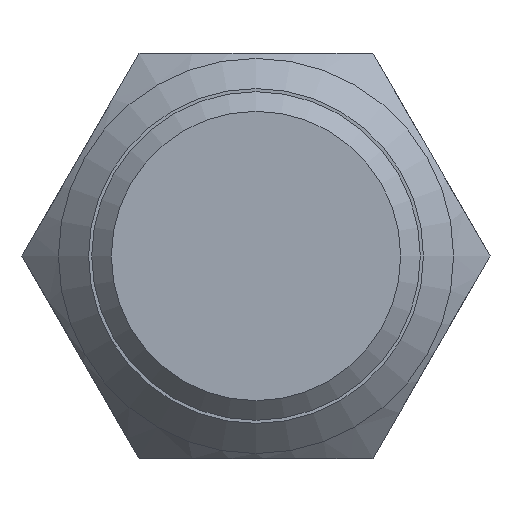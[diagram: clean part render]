
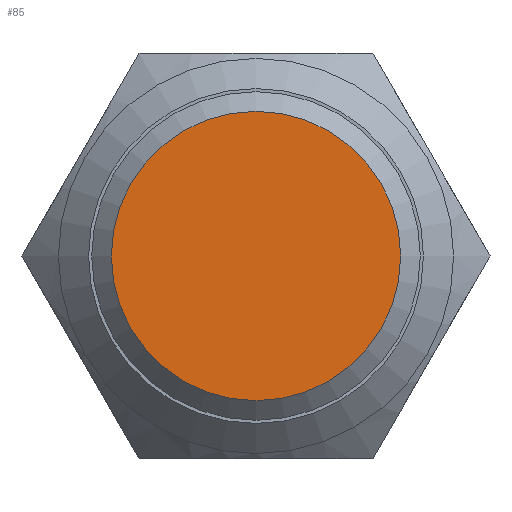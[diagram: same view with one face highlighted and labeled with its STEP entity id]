
A CAD part, front view. The second image highlights one B-rep face of the part: STEP entity #85.
In plain terms, the highlighted planar face has unit normal (0, -1, 0).
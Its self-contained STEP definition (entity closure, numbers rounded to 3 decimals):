
#85 = ADVANCED_FACE( '', ( #184 ), #185, .F. );
#184 = FACE_OUTER_BOUND( '', #283, .T. );
#185 = PLANE( '', #284 );
#283 = EDGE_LOOP( '', ( #426 ) );
#284 = AXIS2_PLACEMENT_3D( '', #427, #428, #429 );
#426 = ORIENTED_EDGE( '', *, *, #493, .T. );
#427 = CARTESIAN_POINT( '', ( 4.283, -4.8, 0. ) );
#428 = DIRECTION( '', ( 0., 1., 0. ) );
#429 = DIRECTION( '', ( -1., 0., 0. ) );
#493 = EDGE_CURVE( '', #563, #563, #564, .T. );
#563 = VERTEX_POINT( '', #666 );
#564 = CIRCLE( '', #667, 4.283 );
#666 = CARTESIAN_POINT( '', ( 4.283, -4.8, 0. ) );
#667 = AXIS2_PLACEMENT_3D( '', #822, #823, #824 );
#822 = CARTESIAN_POINT( '', ( 0., -4.8, 0. ) );
#823 = DIRECTION( '', ( 0., -1., 0. ) );
#824 = DIRECTION( '', ( 1., 0., 0. ) );
